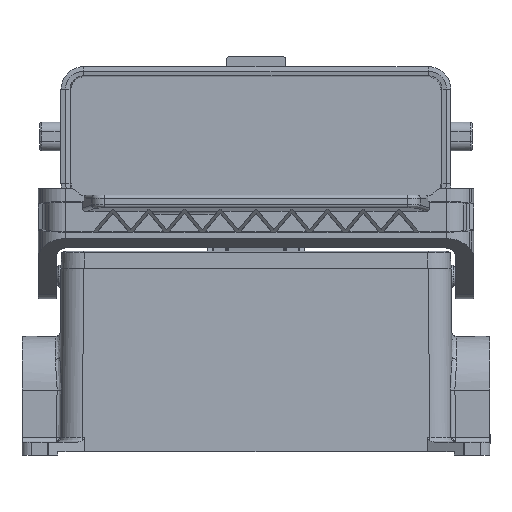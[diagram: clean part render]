
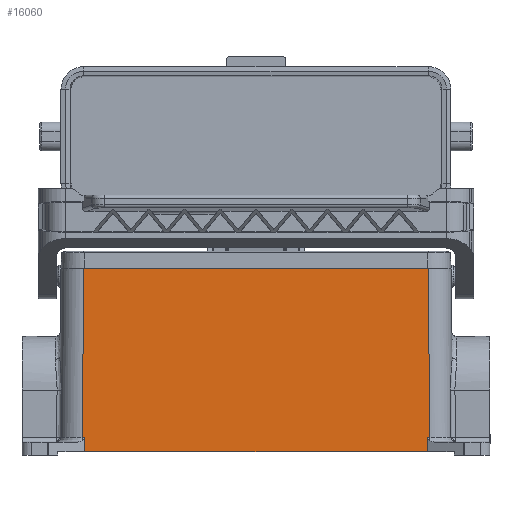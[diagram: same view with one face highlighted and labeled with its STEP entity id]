
A CAD part, front view. The second image highlights one B-rep face of the part: STEP entity #16060.
In plain terms, the highlighted face is planar.
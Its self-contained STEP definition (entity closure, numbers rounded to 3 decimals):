
#5860=CARTESIAN_POINT('',(-21.5,53.,57.5));
#5870=VERTEX_POINT('',#5860);
#6710=CARTESIAN_POINT('',(-21.5,-53.,57.5));
#6720=VERTEX_POINT('',#6710);
#6750=CARTESIAN_POINT('',(-21.5,0.,57.5));
#6760=DIRECTION('',(0.,1.,0.));
#6770=VECTOR('',#6760,1.);
#6780=LINE('',#6750,#6770);
#6790=EDGE_CURVE('',#6720,#5870,#6780,.T.);
#15440=CARTESIAN_POINT('',(-21.5,0.,57.5));
#15450=DIRECTION('',(-1.,0.,0.009));
#15460=DIRECTION('',(0.,1.,0.));
#15470=AXIS2_PLACEMENT_3D('',#15440,#15450,#15460);
#15480=PLANE('',#15470);
#15490=CARTESIAN_POINT('',(-22.001,-53.502,
0.061));
#15500=DIRECTION('',(-0.009,-0.009,
-1.));
#15510=VECTOR('',#15500,1.);
#15520=LINE('',#15490,#15510);
#15530=CARTESIAN_POINT('',(-21.954,-53.454,
5.487));
#15540=VERTEX_POINT('',#15530);
#15550=EDGE_CURVE('',#6720,#15540,#15520,.T.);
#15560=ORIENTED_EDGE('',*,*,#15550,.F.);
#15570=CARTESIAN_POINT('',(-21.954,-53.454,
5.487));
#15580=DIRECTION('',(0.,1.,0.));
#15590=VECTOR('',#15580,1.);
#15600=LINE('',#15570,#15590);
#15610=CARTESIAN_POINT('',(-21.954,-52.662,
5.487));
#15620=VERTEX_POINT('',#15610);
#15630=EDGE_CURVE('',#15540,#15620,#15600,.T.);
#15640=ORIENTED_EDGE('',*,*,#15630,.F.);
#15650=CARTESIAN_POINT('',(-22.002,-52.745,0.));
#15660=DIRECTION('',(-0.009,-0.015,
-1.));
#15670=VECTOR('',#15660,1.);
#15680=LINE('',#15650,#15670);
#15690=CARTESIAN_POINT('',(-21.993,-52.73,1.));
#15700=VERTEX_POINT('',#15690);
#15710=EDGE_CURVE('',#15620,#15700,#15680,.T.);
#15720=ORIENTED_EDGE('',*,*,#15710,.F.);
#15730=CARTESIAN_POINT('',(-21.993,0.,1.));
#15740=DIRECTION('',(0.,-1.,0.));
#15750=VECTOR('',#15740,1.);
#15760=LINE('',#15730,#15750);
#15770=CARTESIAN_POINT('',(-21.993,52.73,1.));
#15780=VERTEX_POINT('',#15770);
#15790=EDGE_CURVE('',#15780,#15700,#15760,.T.);
#15800=ORIENTED_EDGE('',*,*,#15790,.T.);
#15810=CARTESIAN_POINT('',(-22.002,52.745,0.));
#15820=DIRECTION('',(-0.009,0.015,
-1.));
#15830=VECTOR('',#15820,1.);
#15840=LINE('',#15810,#15830);
#15850=CARTESIAN_POINT('',(-21.954,52.662,
5.487));
#15860=VERTEX_POINT('',#15850);
#15870=EDGE_CURVE('',#15860,#15780,#15840,.T.);
#15880=ORIENTED_EDGE('',*,*,#15870,.T.);
#15890=CARTESIAN_POINT('',(-21.954,53.454,
5.487));
#15900=DIRECTION('',(0.,-1.,0.));
#15910=VECTOR('',#15900,1.);
#15920=LINE('',#15890,#15910);
#15930=CARTESIAN_POINT('',(-21.954,53.454,
5.487));
#15940=VERTEX_POINT('',#15930);
#15950=EDGE_CURVE('',#15940,#15860,#15920,.T.);
#15960=ORIENTED_EDGE('',*,*,#15950,.T.);
#15970=CARTESIAN_POINT('',(-22.001,53.502,
0.061));
#15980=DIRECTION('',(-0.009,0.009,
-1.));
#15990=VECTOR('',#15980,1.);
#16000=LINE('',#15970,#15990);
#16010=EDGE_CURVE('',#5870,#15940,#16000,.T.);
#16020=ORIENTED_EDGE('',*,*,#16010,.T.);
#16030=ORIENTED_EDGE('',*,*,#6790,.T.);
#16040=EDGE_LOOP('',(#16030,#16020,#15960,#15880,#15800,#15720,#15640,
#15560));
#16050=FACE_OUTER_BOUND('',#16040,.T.);
#16060=ADVANCED_FACE('',(#16050),#15480,.T.);
